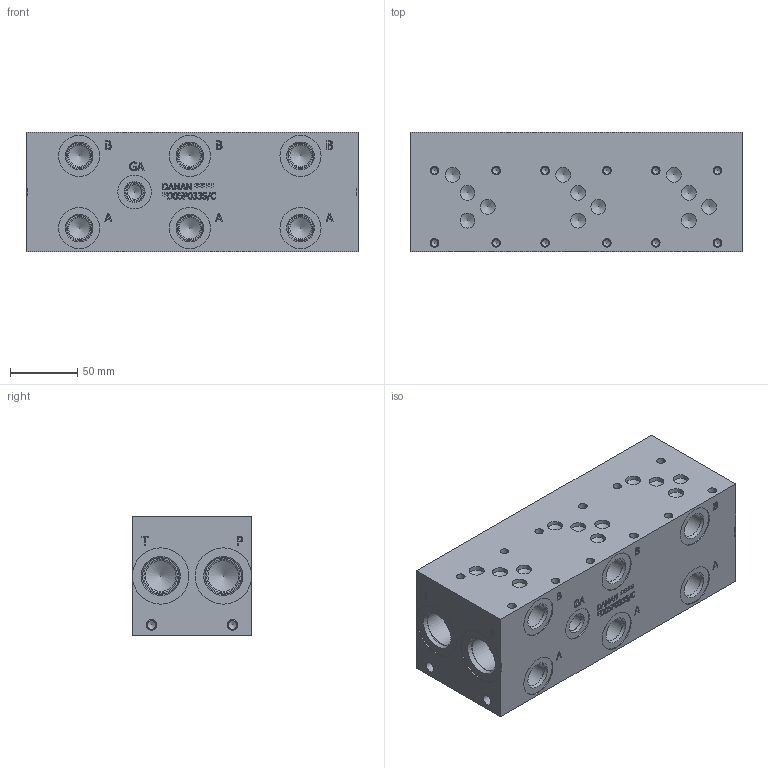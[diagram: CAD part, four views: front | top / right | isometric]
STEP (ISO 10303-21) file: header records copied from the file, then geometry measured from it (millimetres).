
FILE_DESCRIPTION(/* description */ (''),/* implementation_level */ '2;1');
FILE_NAME(/* name */ '_D05P033S_C.stp',/* time_stamp */ '2020-05-18T09:50:30-04:00',/* author */ ('alexanderw'),/* organization */ (''),/* preprocessor_version */ 'ST-DEVELOPER v17',/* originating_system */ 'Autodesk Inventor 2019',/* authorisation */ '');
FILE_SCHEMA (('AUTOMOTIVE_DESIGN { 1 0 10303 214 3 1 1 }'));
Length unit declared in the file: millimetre
Products named in the file (1): Part_AD05P033S~C_3D
Bounding box: 247.65 x 88.9 x 88.9 mm (x, y, z)
Volume: 1812072 mm3; surface area: 134369.6 mm2
Topology: 1 solids, 1 shells, 785 faces, 2151 edges, 1459 vertices
Faces by surface type: plane 400, bspline 203, cylinder 105, cone 77
Full cylindrical faces by diameter (mm): 5.105 x12, 6.35 x12, 6.528 x4, 7.925 x4, 10.719 x1, 11.125 x12, 12.9 x1, 14.275 x1, 14.3 x1, 14.529 x1, 15.875 x6, 15.9 x1, 17.501 x6, 19.05 x6, 19.253 x6, 20.62 x1, 22.23 x1, 22.54 x1, 23.012 x4, 24.917 x4, 25.019 x1, 26.99 x2, 27 x2, 27.432 x4, 30.16 x1, 30.632 x6, 42.037 x4
Entity records: 26440 total; most frequent: CARTESIAN_POINT 6995, ORIENTED_EDGE 4222, DIRECTION 3270, EDGE_CURVE 2111, VERTEX_POINT 1459, LINE 1306, VECTOR 1306, AXIS2_PLACEMENT_3D 982
